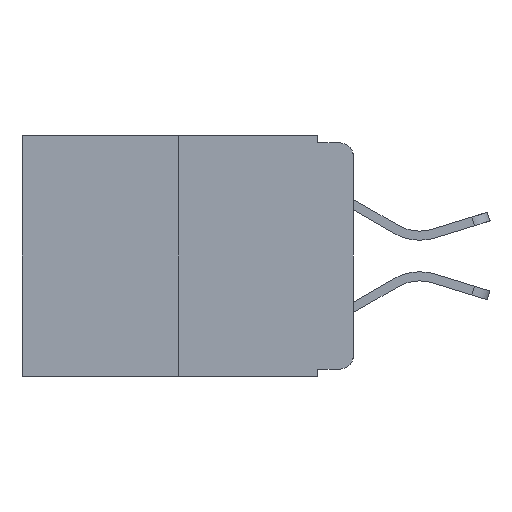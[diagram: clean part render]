
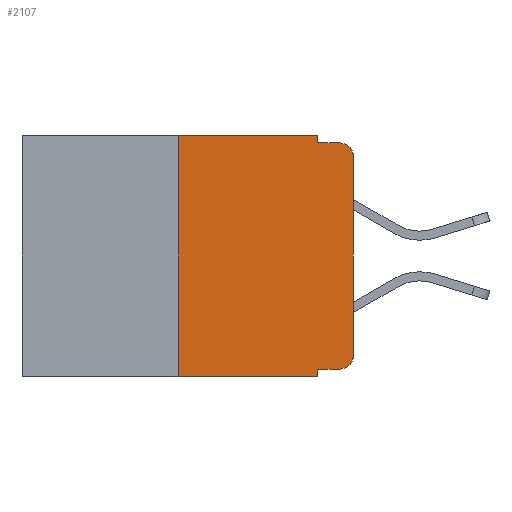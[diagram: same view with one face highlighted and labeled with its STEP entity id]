
A CAD part, left-side view. The second image highlights one B-rep face of the part: STEP entity #2107.
In plain terms, the highlighted planar face has unit normal (-1, 0, 0).
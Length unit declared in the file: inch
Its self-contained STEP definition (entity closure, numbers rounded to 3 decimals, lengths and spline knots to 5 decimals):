
#21 = ORIENTED_EDGE ( 'NONE', *, *, #6583, .T. ) ;
#42 = LINE ( 'NONE', #13537, #18088 ) ;
#574 = EDGE_CURVE ( 'NONE', #18940, #20192, #776, .T. ) ;
#776 = CIRCLE ( 'NONE', #8331, 0.02 ) ;
#973 = EDGE_LOOP ( 'NONE', ( #21, #13692, #22467, #5553, #12882, #11788, #5519, #1872, #15725, #15170 ) ) ;
#1244 = DIRECTION ( 'NONE',  ( 0., -1., 0. ) ) ;
#1382 = VECTOR ( 'NONE', #16323, 39.37008 ) ;
#1872 = ORIENTED_EDGE ( 'NONE', *, *, #11039, .F. ) ;
#2016 = LINE ( 'NONE', #10202, #19950 ) ;
#2107 = ADVANCED_FACE ( 'NONE', ( #3255 ), #20139, .F. ) ;
#2347 = EDGE_CURVE ( 'NONE', #7795, #13263, #8791, .T. ) ;
#2900 = VECTOR ( 'NONE', #8514, 39.37008 ) ;
#3255 = FACE_OUTER_BOUND ( 'NONE', #973, .T. ) ;
#3279 = VECTOR ( 'NONE', #15915, 39.37008 ) ;
#3302 = CIRCLE ( 'NONE', #17934, 0.02 ) ;
#3532 = CARTESIAN_POINT ( 'NONE',  ( 0., 0., -0.03 ) ) ;
#4214 = CARTESIAN_POINT ( 'NONE',  ( 0., 0.25, -0.343 ) ) ;
#4262 = EDGE_CURVE ( 'NONE', #13263, #18983, #7636, .T. ) ;
#5010 = CARTESIAN_POINT ( 'NONE',  ( 0., 0., -0.313 ) ) ;
#5471 = EDGE_CURVE ( 'NONE', #14505, #22475, #2016, .T. ) ;
#5519 = ORIENTED_EDGE ( 'NONE', *, *, #12212, .T. ) ;
#5553 = ORIENTED_EDGE ( 'NONE', *, *, #8976, .F. ) ;
#6492 = CARTESIAN_POINT ( 'NONE',  ( 0., 0.473, 0. ) ) ;
#6583 = EDGE_CURVE ( 'NONE', #8133, #18940, #20481, .T. ) ;
#6687 = CARTESIAN_POINT ( 'NONE',  ( 0., 0.02, -0.313 ) ) ;
#6751 = VECTOR ( 'NONE', #10777, 39.37008 ) ;
#7433 = CARTESIAN_POINT ( 'NONE',  ( 0., 0.473, 0. ) ) ;
#7636 = LINE ( 'NONE', #6492, #2900 ) ;
#7795 = VERTEX_POINT ( 'NONE', #4214 ) ;
#8012 = DIRECTION ( 'NONE',  ( 0., 0., -1. ) ) ;
#8133 = VERTEX_POINT ( 'NONE', #5010 ) ;
#8331 = AXIS2_PLACEMENT_3D ( 'NONE', #10409, #8788, #16438 ) ;
#8514 = DIRECTION ( 'NONE',  ( 0., -1., 0. ) ) ;
#8550 = CARTESIAN_POINT ( 'NONE',  ( 0., 0.25, 0. ) ) ;
#8564 = EDGE_CURVE ( 'NONE', #22475, #8133, #3302, .T. ) ;
#8753 = CARTESIAN_POINT ( 'NONE',  ( 0., 0.051, 0. ) ) ;
#8788 = DIRECTION ( 'NONE',  ( -1., 0., 0. ) ) ;
#8791 = LINE ( 'NONE', #8550, #3279 ) ;
#8976 = EDGE_CURVE ( 'NONE', #18983, #21832, #21664, .T. ) ;
#9184 = DIRECTION ( 'NONE',  ( 0., 0., -1. ) ) ;
#9879 = VECTOR ( 'NONE', #16901, 39.37008 ) ;
#10202 = CARTESIAN_POINT ( 'NONE',  ( 0., 0.051, -0.333 ) ) ;
#10409 = CARTESIAN_POINT ( 'NONE',  ( 0., 0.02, -0.03 ) ) ;
#10777 = DIRECTION ( 'NONE',  ( 0., 0., 1. ) ) ;
#11039 = EDGE_CURVE ( 'NONE', #14505, #17013, #15340, .T. ) ;
#11788 = ORIENTED_EDGE ( 'NONE', *, *, #2347, .F. ) ;
#11792 = CARTESIAN_POINT ( 'NONE',  ( 0., 0.473, -0.343 ) ) ;
#12212 = EDGE_CURVE ( 'NONE', #7795, #17013, #19029, .T. ) ;
#12788 = CARTESIAN_POINT ( 'NONE',  ( 0., 0.02, -0.333 ) ) ;
#12882 = ORIENTED_EDGE ( 'NONE', *, *, #4262, .F. ) ;
#12883 = CARTESIAN_POINT ( 'NONE',  ( 0., 0.02, -0.01 ) ) ;
#13263 = VERTEX_POINT ( 'NONE', #20138 ) ;
#13537 = CARTESIAN_POINT ( 'NONE',  ( 0., 0.051, -0.01 ) ) ;
#13612 = DIRECTION ( 'NONE',  ( 0., -1., 0. ) ) ;
#13692 = ORIENTED_EDGE ( 'NONE', *, *, #574, .T. ) ;
#14505 = VERTEX_POINT ( 'NONE', #17825 ) ;
#14623 = CARTESIAN_POINT ( 'NONE',  ( 0., 0.051, 0. ) ) ;
#15170 = ORIENTED_EDGE ( 'NONE', *, *, #8564, .T. ) ;
#15340 = LINE ( 'NONE', #14623, #1382 ) ;
#15725 = ORIENTED_EDGE ( 'NONE', *, *, #5471, .T. ) ;
#15915 = DIRECTION ( 'NONE',  ( 0., 0., 1. ) ) ;
#16323 = DIRECTION ( 'NONE',  ( 0., 0., -1. ) ) ;
#16438 = DIRECTION ( 'NONE',  ( 0., 0., -1. ) ) ;
#16575 = AXIS2_PLACEMENT_3D ( 'NONE', #7433, #19465, #9184 ) ;
#16901 = DIRECTION ( 'NONE',  ( 0., -1., 0. ) ) ;
#17013 = VERTEX_POINT ( 'NONE', #19738 ) ;
#17165 = VECTOR ( 'NONE', #19024, 39.37008 ) ;
#17825 = CARTESIAN_POINT ( 'NONE',  ( 0., 0.051, -0.333 ) ) ;
#17934 = AXIS2_PLACEMENT_3D ( 'NONE', #6687, #20027, #8012 ) ;
#18088 = VECTOR ( 'NONE', #1244, 39.37008 ) ;
#18557 = CARTESIAN_POINT ( 'NONE',  ( 0., 0., 0. ) ) ;
#18940 = VERTEX_POINT ( 'NONE', #3532 ) ;
#18983 = VERTEX_POINT ( 'NONE', #21023 ) ;
#19024 = DIRECTION ( 'NONE',  ( 0., 0., -1. ) ) ;
#19029 = LINE ( 'NONE', #11792, #9879 ) ;
#19113 = CARTESIAN_POINT ( 'NONE',  ( 0., 0.051, -0.01 ) ) ;
#19408 = EDGE_CURVE ( 'NONE', #21832, #20192, #42, .T. ) ;
#19465 = DIRECTION ( 'NONE',  ( 1., 0., 0. ) ) ;
#19738 = CARTESIAN_POINT ( 'NONE',  ( 0., 0.051, -0.343 ) ) ;
#19950 = VECTOR ( 'NONE', #13612, 39.37008 ) ;
#20027 = DIRECTION ( 'NONE',  ( -1., 0., 0. ) ) ;
#20138 = CARTESIAN_POINT ( 'NONE',  ( 0., 0.25, 0. ) ) ;
#20139 = PLANE ( 'NONE',  #16575 ) ;
#20192 = VERTEX_POINT ( 'NONE', #12883 ) ;
#20481 = LINE ( 'NONE', #18557, #6751 ) ;
#21023 = CARTESIAN_POINT ( 'NONE',  ( 0., 0.051, 0. ) ) ;
#21664 = LINE ( 'NONE', #8753, #17165 ) ;
#21832 = VERTEX_POINT ( 'NONE', #19113 ) ;
#22467 = ORIENTED_EDGE ( 'NONE', *, *, #19408, .F. ) ;
#22475 = VERTEX_POINT ( 'NONE', #12788 ) ;
